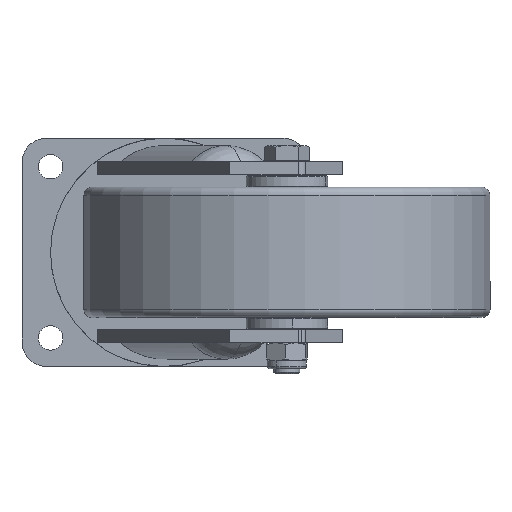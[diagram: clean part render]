
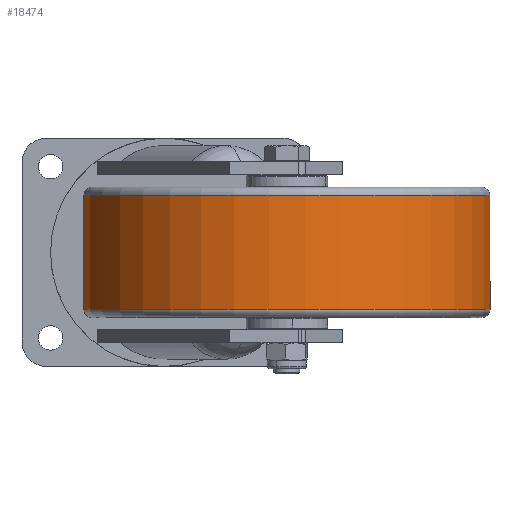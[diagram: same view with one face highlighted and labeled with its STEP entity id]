
A CAD part, front view. The second image highlights one B-rep face of the part: STEP entity #18474.
In plain terms, the highlighted cylindrical face has radius 125 mm (diameter 250 mm), a partial arc.
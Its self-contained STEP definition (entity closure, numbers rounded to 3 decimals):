
#428 = CIRCLE ( 'NONE', #18455, 125. ) ;
#683 = VERTEX_POINT ( 'NONE', #19910 ) ;
#1095 = VECTOR ( 'NONE', #25265, 1000. ) ;
#4609 = VERTEX_POINT ( 'NONE', #10056 ) ;
#5276 = VERTEX_POINT ( 'NONE', #25768 ) ;
#5617 = EDGE_LOOP ( 'NONE', ( #11662, #6311, #24210, #35476 ) ) ;
#6311 = ORIENTED_EDGE ( 'NONE', *, *, #26339, .T. ) ;
#6829 = FACE_OUTER_BOUND ( 'NONE', #5617, .T. ) ;
#9660 = AXIS2_PLACEMENT_3D ( 'NONE', #16611, #28484, #22658 ) ;
#10056 = CARTESIAN_POINT ( 'NONE',  ( -49.517, -169.017, 35. ) ) ;
#10992 = CYLINDRICAL_SURFACE ( 'NONE', #9660, 125. ) ;
#11662 = ORIENTED_EDGE ( 'NONE', *, *, #19858, .F. ) ;
#13765 = EDGE_CURVE ( 'NONE', #4609, #19680, #22231, .T. ) ;
#14189 = EDGE_CURVE ( 'NONE', #19680, #683, #23589, .T. ) ;
#15963 = CARTESIAN_POINT ( 'NONE',  ( 75., -180., 35. ) ) ;
#16611 = CARTESIAN_POINT ( 'NONE',  ( 75., -180., 0. ) ) ;
#16865 = DIRECTION ( 'NONE',  ( 0., 0., 1. ) ) ;
#18455 = AXIS2_PLACEMENT_3D ( 'NONE', #15963, #36671, #18921 ) ;
#18474 = ADVANCED_FACE ( 'NONE', ( #6829 ), #10992, .T. ) ;
#18921 = DIRECTION ( 'NONE',  ( 0.996, -0.088, 0. ) ) ;
#19680 = VERTEX_POINT ( 'NONE', #27468 ) ;
#19858 = EDGE_CURVE ( 'NONE', #5276, #683, #24695, .T. ) ;
#19910 = CARTESIAN_POINT ( 'NONE',  ( 199.517, -190.983, -35. ) ) ;
#22231 = LINE ( 'NONE', #25559, #29201 ) ;
#22582 = DIRECTION ( 'NONE',  ( 0., 0., -1. ) ) ;
#22658 = DIRECTION ( 'NONE',  ( -0.996, 0.088, 0. ) ) ;
#23589 = CIRCLE ( 'NONE', #23861, 125. ) ;
#23861 = AXIS2_PLACEMENT_3D ( 'NONE', #34634, #16865, #37576 ) ;
#24210 = ORIENTED_EDGE ( 'NONE', *, *, #13765, .T. ) ;
#24695 = LINE ( 'NONE', #25131, #1095 ) ;
#25131 = CARTESIAN_POINT ( 'NONE',  ( 199.517, -190.983, 0. ) ) ;
#25265 = DIRECTION ( 'NONE',  ( 0., 0., -1. ) ) ;
#25559 = CARTESIAN_POINT ( 'NONE',  ( -49.517, -169.017, 0. ) ) ;
#25768 = CARTESIAN_POINT ( 'NONE',  ( 199.517, -190.983, 35. ) ) ;
#26339 = EDGE_CURVE ( 'NONE', #5276, #4609, #428, .T. ) ;
#27468 = CARTESIAN_POINT ( 'NONE',  ( -49.517, -169.017, -35. ) ) ;
#28484 = DIRECTION ( 'NONE',  ( 0., 0., -1. ) ) ;
#29201 = VECTOR ( 'NONE', #22582, 1000. ) ;
#34634 = CARTESIAN_POINT ( 'NONE',  ( 75., -180., -35. ) ) ;
#35476 = ORIENTED_EDGE ( 'NONE', *, *, #14189, .T. ) ;
#36671 = DIRECTION ( 'NONE',  ( 0., 0., -1. ) ) ;
#37576 = DIRECTION ( 'NONE',  ( -0.996, 0.088, 0. ) ) ;
